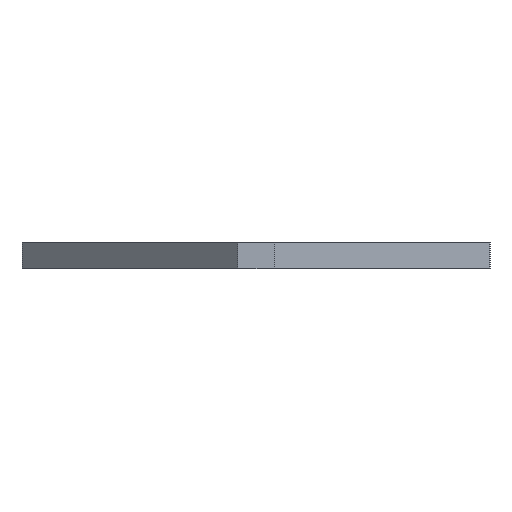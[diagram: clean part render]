
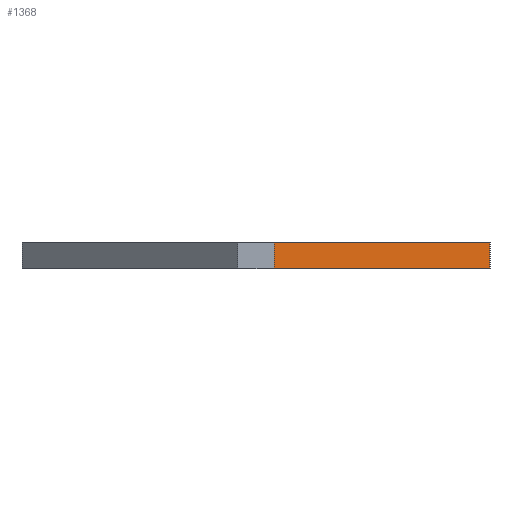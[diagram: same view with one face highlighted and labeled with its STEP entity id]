
A CAD part, left-side view. The second image highlights one B-rep face of the part: STEP entity #1368.
In plain terms, the highlighted planar face has unit normal (-0.707, -0.707, 0).
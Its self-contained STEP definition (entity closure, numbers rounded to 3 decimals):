
#96=PLANE('',#1495);
#142=FACE_OUTER_BOUND('',#207,.T.);
#207=EDGE_LOOP('',(#1058,#1059,#1060,#1061));
#366=LINE('',#2193,#469);
#367=LINE('',#2196,#470);
#368=LINE('',#2198,#471);
#369=LINE('',#2199,#472);
#469=VECTOR('',#1796,10.);
#470=VECTOR('',#1799,10.);
#471=VECTOR('',#1800,10.);
#472=VECTOR('',#1801,10.);
#667=VERTEX_POINT('',#2186);
#670=VERTEX_POINT('',#2191);
#671=VERTEX_POINT('',#2195);
#672=VERTEX_POINT('',#2197);
#832=EDGE_CURVE('',#670,#667,#366,.T.);
#833=EDGE_CURVE('',#670,#671,#367,.T.);
#834=EDGE_CURVE('',#671,#672,#368,.T.);
#835=EDGE_CURVE('',#667,#672,#369,.T.);
#1058=ORIENTED_EDGE('',*,*,#832,.F.);
#1059=ORIENTED_EDGE('',*,*,#833,.T.);
#1060=ORIENTED_EDGE('',*,*,#834,.T.);
#1061=ORIENTED_EDGE('',*,*,#835,.F.);
#1368=ADVANCED_FACE('',(#142),#96,.T.);
#1495=AXIS2_PLACEMENT_3D('',#2194,#1797,#1798);
#1796=DIRECTION('',(0.,0.,1.));
#1797=DIRECTION('center_axis',(-0.707,-0.707,0.));
#1798=DIRECTION('ref_axis',(0.707,-0.707,0.));
#1799=DIRECTION('',(0.707,-0.707,0.));
#1800=DIRECTION('',(0.,0.,1.));
#1801=DIRECTION('',(0.707,-0.707,0.));
#2186=CARTESIAN_POINT('',(-86.464,-3.536,5.));
#2191=CARTESIAN_POINT('',(-86.464,-3.536,0.));
#2193=CARTESIAN_POINT('',(-86.464,-3.536,0.));
#2194=CARTESIAN_POINT('Origin',(-90.,0.,0.));
#2195=CARTESIAN_POINT('',(-45.,-45.,0.));
#2196=CARTESIAN_POINT('',(-90.,0.,0.));
#2197=CARTESIAN_POINT('',(-45.,-45.,5.));
#2198=CARTESIAN_POINT('',(-45.,-45.,0.));
#2199=CARTESIAN_POINT('',(-90.,0.,5.));
